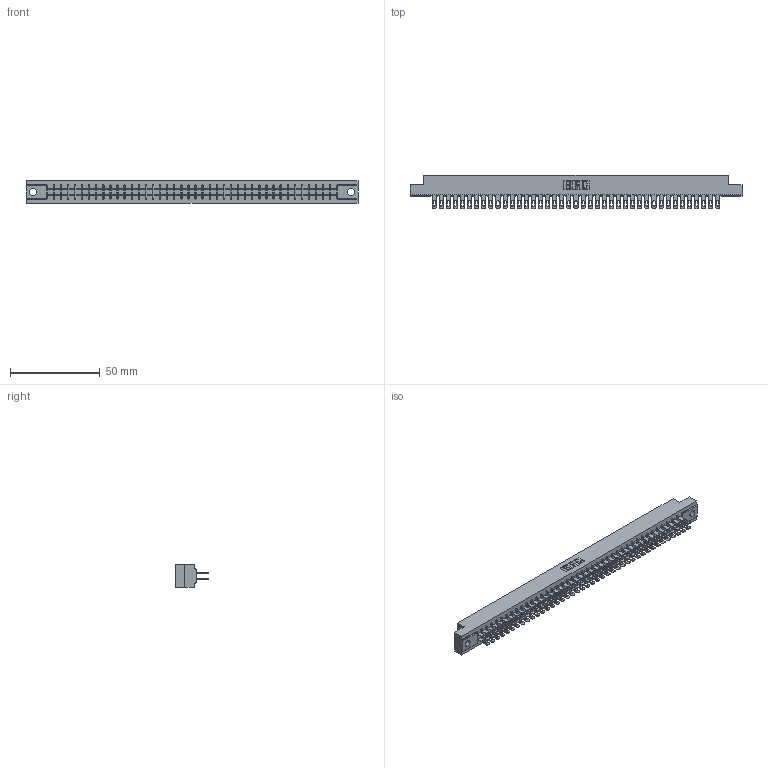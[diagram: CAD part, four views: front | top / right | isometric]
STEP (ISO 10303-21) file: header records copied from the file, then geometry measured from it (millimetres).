
FILE_DESCRIPTION (( 'STEP AP203' ), '1' );
FILE_NAME ('305-082-500-504.STEP', '2019-09-10T10:39:26', ( '' ), ( '' ), 'SwSTEP 2.0', 'SolidWorks 2016', '' );
FILE_SCHEMA (( 'CONFIG_CONTROL_DESIGN' ));
Length unit declared in the file: inch
Products named in the file (3): 305-290-001_500; 305-082-500-504; 305 Part_.156 Dia
Assembly tree (83 placements, depth 2):
  305-082-500-504
    305 Part_.156 Dia
    305-290-001_500  x82
Bounding box: 185.47 x 18.85 x 12.7 mm (x, y, z)
Volume: 18923.8 mm3; surface area: 26403.9 mm2
Topology: 83 solids, 83 shells, 4230 faces, 12119 edges, 7858 vertices
Faces by surface type: plane 2378, cylinder 1688, sphere 164
Entity records: 44954 total; most frequent: CARTESIAN_POINT 7443, ORIENTED_EDGE 7386, DIRECTION 7195, EDGE_CURVE 3693, VECTOR 2991, LINE 2991, VERTEX_POINT 2350, AXIS2_PLACEMENT_3D 2102
